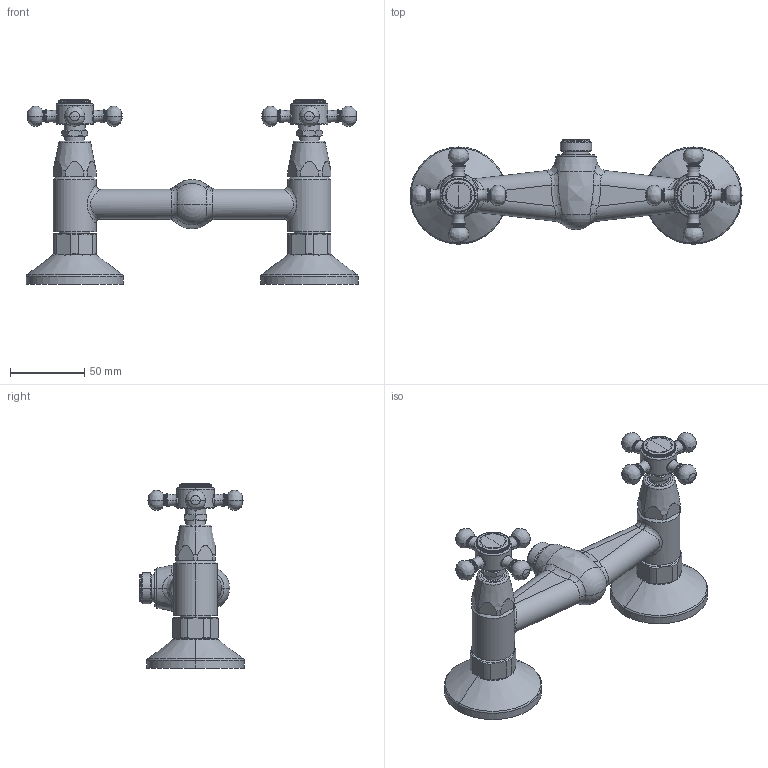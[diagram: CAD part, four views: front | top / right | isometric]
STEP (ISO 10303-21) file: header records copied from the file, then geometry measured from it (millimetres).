
FILE_DESCRIPTION((''),'2;1');
FILE_NAME('VLV168CR','2021-11-11T08:45:12',('ut3'),('PAFFONI SpA'),'CREO PARAMETRIC BY PTC INC, 2020044','CREO PARAMETRIC BY PTC INC, 2020044','');
FILE_SCHEMA(('CONFIG_CONTROL_DESIGN','SHAPE_APPEARANCE_LAYERS_GROUPS'));
Length unit declared in the file: millimetre
Products named in the file (1): VLV168CR
Bounding box: 223.5 x 70.25 x 124.4 mm (x, y, z)
Volume: 220210.7 mm3; surface area: 77068.7 mm2
Topology: 3 solids, 3 shells, 1377 faces, 3604 edges, 2264 vertices
Faces by surface type: plane 633, cylinder 406, cone 134, torus 112, bspline 68, sphere 24
Entity records: 59173 total; most frequent: CARTESIAN_POINT 15285, ORIENTED_EDGE 7160, DIRECTION 6730, EDGE_CURVE 3580, AXIS2_PLACEMENT_3D 2589, VERTEX_POINT 2264, FILL_AREA_STYLE_COLOUR 1612, FILL_AREA_STYLE 1612
